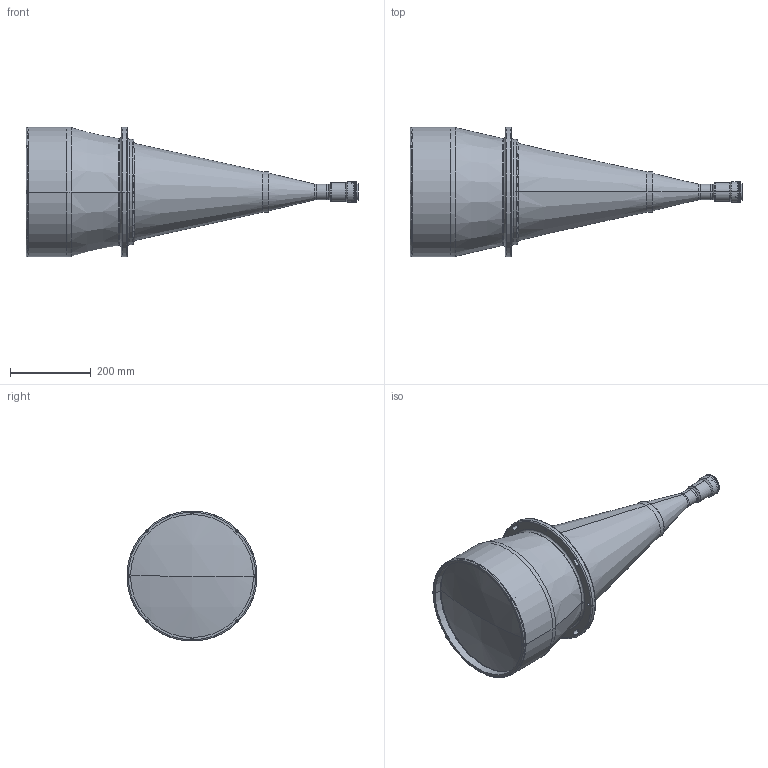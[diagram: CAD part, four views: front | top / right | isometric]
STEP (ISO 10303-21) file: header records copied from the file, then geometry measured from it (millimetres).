
FILE_DESCRIPTION (( 'STEP AP203' ), '1' );
FILE_NAME ('DP32133-A_TC4MHRP240-J.step', '2022-06-13T12:18:56', ( '' ), ( '' ), 'SwSTEP 2.0', 'SolidWorks 2021', '' );
FILE_SCHEMA (( 'CONFIG_CONTROL_DESIGN' ));
Length unit declared in the file: millimetre
Products named in the file (1): DP32133-A_TC4MHRP240-J
Bounding box: 822.78 x 322 x 322 mm (x, y, z)
Surface area: 715752.1 mm2 (no closed solid volume)
Topology: 0 solids, 35 shells, 252 faces, 854 edges, 620 vertices
Faces by surface type: cylinder 106, plane 69, torus 53, cone 16, bspline 6, sphere 2
Entity records: 10817 total; most frequent: CARTESIAN_POINT 3135, DIRECTION 1746, ORIENTED_EDGE 1318, EDGE_CURVE 854, AXIS2_PLACEMENT_3D 721, VERTEX_POINT 620, CIRCLE 474, EDGE_LOOP 326
